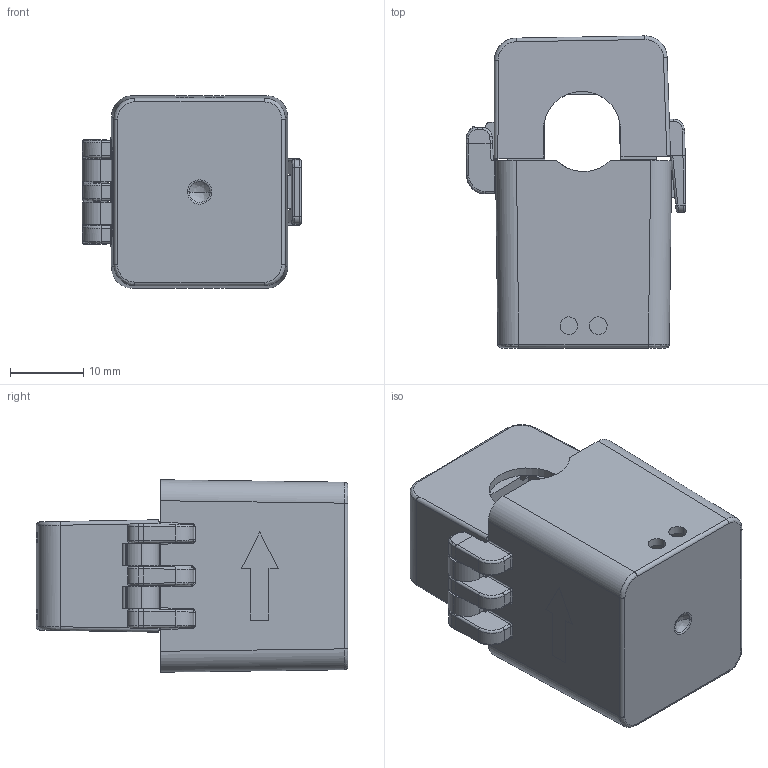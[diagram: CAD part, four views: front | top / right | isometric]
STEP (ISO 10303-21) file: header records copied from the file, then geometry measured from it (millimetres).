
FILE_DESCRIPTION (( 'STEP AP214' ), '1' );
FILE_NAME ('AcuCT-H040.STEP', '2025-12-02T17:46:29', ( '' ), ( '' ), 'SwSTEP 2.0', 'SolidWorks 2022', '' );
FILE_SCHEMA (( 'AUTOMOTIVE_DESIGN' ));
Length unit declared in the file: millimetre
Products named in the file (5): AcuCT-H040; HOUSING_681_____^AcuCT-H040.STEP; INSERT_____^AcuCT-H040.STEP; COVER_681_____^AcuCT-H040.STEP; 681B-010-_________^AcuCT-H040.STEP
Assembly tree (4 placements, depth 2):
  AcuCT-H040
    COVER_681_____^AcuCT-H040.STEP
    INSERT_____^AcuCT-H040.STEP
    HOUSING_681_____^AcuCT-H040.STEP
    681B-010-_________^AcuCT-H040.STEP
Bounding box: 29.93 x 42.47 x 26.2 mm (x, y, z)
Volume: 8901.8 mm3; surface area: 11716.5 mm2
Topology: 4 solids, 4 shells, 427 faces, 1158 edges, 736 vertices
Faces by surface type: plane 214, cylinder 147, bspline 50, cone 16
Entity records: 16142 total; most frequent: CARTESIAN_POINT 5896, ORIENTED_EDGE 2316, DIRECTION 1842, EDGE_CURVE 1158, VECTOR 768, LINE 768, VERTEX_POINT 736, AXIS2_PLACEMENT_3D 537
